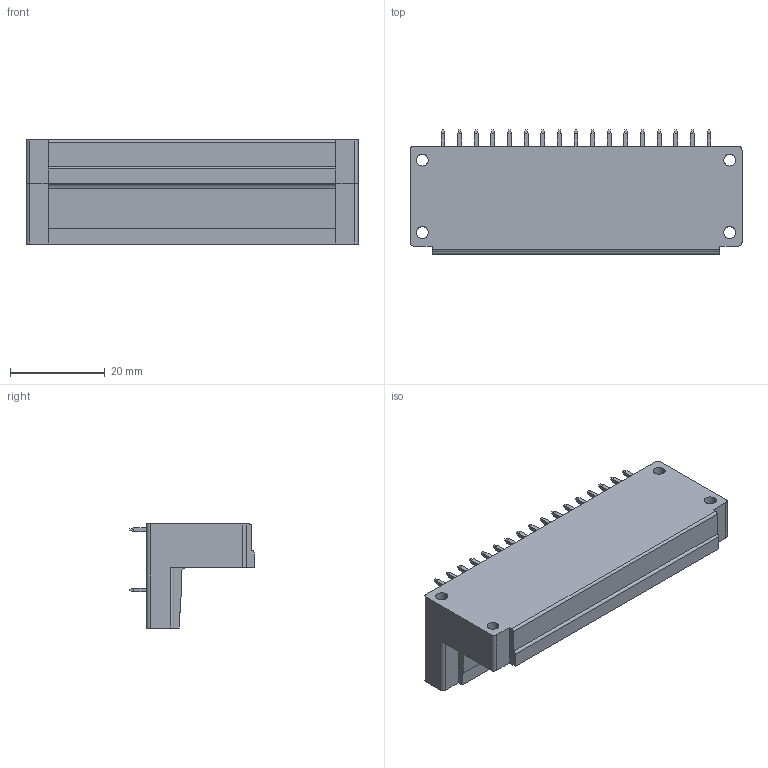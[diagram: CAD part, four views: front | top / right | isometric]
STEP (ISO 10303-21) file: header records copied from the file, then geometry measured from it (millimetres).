
FILE_DESCRIPTION((''),'2;1');
FILE_NAME('TLPHDW-005R-XXP','2024-09-24T09:40:46',('sheji109'),(''),'CREO PARAMETRIC BY PTC INC, 2018100','CREO PARAMETRIC BY PTC INC, 2018100','');
FILE_SCHEMA(('CONFIG_CONTROL_DESIGN'));
Products named in the file (1): TLPHDW-005R-XXP
Bounding box: 69.9 x 26.2 x 21.9 mm (x, y, z)
Volume: 16479.6 mm3; surface area: 13985.7 mm2
Topology: 1 solids, 1 shells, 2586 faces, 6970 edges, 4522 vertices
Faces by surface type: plane 1821, cylinder 527, cone 170, torus 68
Entity records: 80522 total; most frequent: CARTESIAN_POINT 15132, ORIENTED_EDGE 13940, DIRECTION 13094, EDGE_CURVE 6970, VECTOR 5338, LINE 5338, VERTEX_POINT 4522, AXIS2_PLACEMENT_3D 3878
